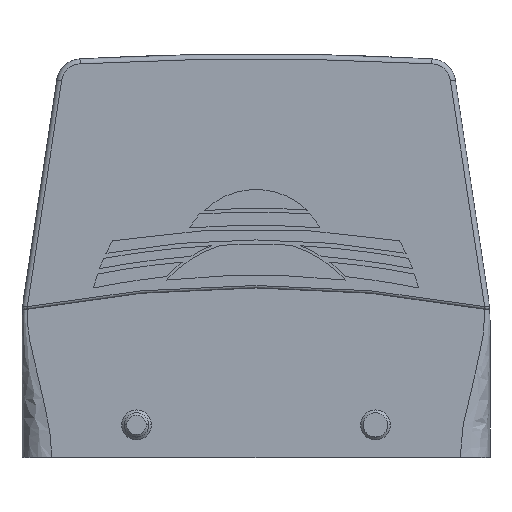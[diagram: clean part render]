
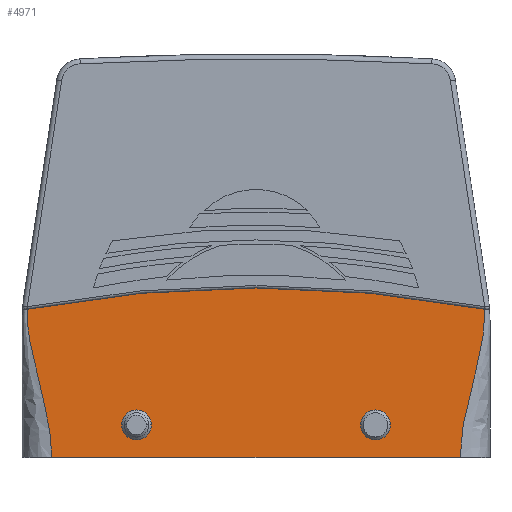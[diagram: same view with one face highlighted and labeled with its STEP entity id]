
A CAD part, top view. The second image highlights one B-rep face of the part: STEP entity #4971.
In plain terms, the highlighted planar face has unit normal (0, 0, 1).
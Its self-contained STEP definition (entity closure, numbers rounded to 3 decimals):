
#8 = CIRCLE ( 'NONE', #9400, 3. ) ;
#133 = CARTESIAN_POINT ( 'NONE',  ( -46., 29.739, 21.825 ) ) ;
#194 = AXIS2_PLACEMENT_3D ( 'NONE', #832, #7870, #1847 ) ;
#214 = VERTEX_POINT ( 'NONE', #11864 ) ;
#247 = DIRECTION ( 'NONE',  ( -1., 0., 0. ) ) ;
#344 = DIRECTION ( 'NONE',  ( 0., 0., -1. ) ) ;
#485 = CARTESIAN_POINT ( 'NONE',  ( 41., 9.85, 21.825 ) ) ;
#734 = EDGE_CURVE ( 'NONE', #214, #5355, #6318, .T. ) ;
#758 = ORIENTED_EDGE ( 'NONE', *, *, #4907, .T. ) ;
#832 = CARTESIAN_POINT ( 'NONE',  ( 24., 6.5, 21.825 ) ) ;
#858 = DIRECTION ( 'NONE',  ( 0., 0., -1. ) ) ;
#865 = CARTESIAN_POINT ( 'NONE',  ( 41., 0., 21.825 ) ) ;
#966 = ORIENTED_EDGE ( 'NONE', *, *, #2153, .T. ) ;
#1159 = EDGE_CURVE ( 'NONE', #12402, #12438, #7116, .T. ) ;
#1163 = CARTESIAN_POINT ( 'NONE',  ( -46., 29.613, 21.825 ) ) ;
#1680 = CARTESIAN_POINT ( 'NONE',  ( -27., 6.5, 21.825 ) ) ;
#1847 = DIRECTION ( 'NONE',  ( -1., 0., 0. ) ) ;
#1876 = EDGE_LOOP ( 'NONE', ( #11354, #966 ) ) ;
#1897 = CARTESIAN_POINT ( 'NONE',  ( -47., 0., 21.825 ) ) ;
#2153 = EDGE_CURVE ( 'NONE', #5355, #214, #8, .T. ) ;
#2164 = CARTESIAN_POINT ( 'NONE',  ( -46., 19.7, 21.825 ) ) ;
#2300 = ORIENTED_EDGE ( 'NONE', *, *, #1159, .T. ) ;
#3169 = CARTESIAN_POINT ( 'NONE',  ( -41., 0., 21.825 ) ) ;
#3543 = CARTESIAN_POINT ( 'NONE',  ( 46., 29.55, 21.825 ) ) ;
#3550 = CIRCLE ( 'NONE', #6137, 3. ) ;
#3972 = DIRECTION ( 'NONE',  ( 0., 0., 1. ) ) ;
#4254 = DIRECTION ( 'NONE',  ( 0., 0., 1. ) ) ;
#4398 = VERTEX_POINT ( 'NONE', #1680 ) ;
#4547 = EDGE_CURVE ( 'NONE', #4398, #12139, #3550, .T. ) ;
#4562 = CARTESIAN_POINT ( 'NONE',  ( 46., 29.676, 21.825 ) ) ;
#4728 = CARTESIAN_POINT ( 'NONE',  ( -46., 29.739, 21.825 ) ) ;
#4761 = FACE_BOUND ( 'NONE', #1876, .T. ) ;
#4907 = EDGE_CURVE ( 'NONE', #12438, #5851, #8353, .T. ) ;
#4971 = ADVANCED_FACE ( 'NONE', ( #4761, #7111, #9792 ), #8309, .F. ) ;
#5355 = VERTEX_POINT ( 'NONE', #8933 ) ;
#5851 = VERTEX_POINT ( 'NONE', #4728 ) ;
#5854 = VERTEX_POINT ( 'NONE', #11802 ) ;
#6137 = AXIS2_PLACEMENT_3D ( 'NONE', #9985, #3972, #11039 ) ;
#6311 = DIRECTION ( 'NONE',  ( 0., 0., 1. ) ) ;
#6318 = CIRCLE ( 'NONE', #194, 3. ) ;
#6402 = CARTESIAN_POINT ( 'NONE',  ( 24., 6.5, 21.825 ) ) ;
#6526 = CARTESIAN_POINT ( 'NONE',  ( 41., 0., 21.825 ) ) ;
#6813 = EDGE_CURVE ( 'NONE', #12402, #5854, #10581, .T. ) ;
#6887 = CARTESIAN_POINT ( 'NONE',  ( 0., -215.992, 21.825 ) ) ;
#7111 = FACE_OUTER_BOUND ( 'NONE', #10801, .T. ) ;
#7116 = B_SPLINE_CURVE_WITH_KNOTS ( 'NONE', 3,
 ( #6526, #485, #9569, #3543, #10604, #4562, #11639 ),
 .UNSPECIFIED., .F., .F.,
 ( 4, 3, 4 ),
 ( -0.03, 0., 0. ),
 .UNSPECIFIED. ) ;
#7306 = ORIENTED_EDGE ( 'NONE', *, *, #6813, .F. ) ;
#7396 = DIRECTION ( 'NONE',  ( -1., 0., 0. ) ) ;
#7580 = ORIENTED_EDGE ( 'NONE', *, *, #8349, .F. ) ;
#7870 = DIRECTION ( 'NONE',  ( 0., 0., -1. ) ) ;
#7894 = DIRECTION ( 'NONE',  ( -1., 0., 0. ) ) ;
#7919 = DIRECTION ( 'NONE',  ( -1., 0., 0. ) ) ;
#8086 = AXIS2_PLACEMENT_3D ( 'NONE', #6887, #858, #7894 ) ;
#8195 = CARTESIAN_POINT ( 'NONE',  ( -46., 29.55, 21.825 ) ) ;
#8309 = PLANE ( 'NONE',  #8086 ) ;
#8349 = EDGE_CURVE ( 'NONE', #12139, #4398, #9411, .T. ) ;
#8353 = CIRCLE ( 'NONE', #10357, 250. ) ;
#8404 = AXIS2_PLACEMENT_3D ( 'NONE', #10285, #4254, #11334 ) ;
#8933 = CARTESIAN_POINT ( 'NONE',  ( 27., 6.5, 21.825 ) ) ;
#9176 = CARTESIAN_POINT ( 'NONE',  ( -46., 29.676, 21.825 ) ) ;
#9213 = CARTESIAN_POINT ( 'NONE',  ( -41., 9.85, 21.825 ) ) ;
#9400 = AXIS2_PLACEMENT_3D ( 'NONE', #6402, #344, #7396 ) ;
#9411 = CIRCLE ( 'NONE', #8404, 3. ) ;
#9569 = CARTESIAN_POINT ( 'NONE',  ( 46., 19.7, 21.825 ) ) ;
#9776 = CARTESIAN_POINT ( 'NONE',  ( -21., 6.5, 21.825 ) ) ;
#9792 = FACE_BOUND ( 'NONE', #11763, .T. ) ;
#9985 = CARTESIAN_POINT ( 'NONE',  ( -24., 6.5, 21.825 ) ) ;
#10265 = VECTOR ( 'NONE', #7919, 1000. ) ;
#10285 = CARTESIAN_POINT ( 'NONE',  ( -24., 6.5, 21.825 ) ) ;
#10357 = AXIS2_PLACEMENT_3D ( 'NONE', #12376, #6311, #247 ) ;
#10581 = LINE ( 'NONE', #1897, #10265 ) ;
#10604 = CARTESIAN_POINT ( 'NONE',  ( 46., 29.613, 21.825 ) ) ;
#10801 = EDGE_LOOP ( 'NONE', ( #7306, #2300, #758, #11020 ) ) ;
#11007 = B_SPLINE_CURVE_WITH_KNOTS ( 'NONE', 3,
 ( #133, #9176, #1163, #8195, #2164, #9213, #3169 ),
 .UNSPECIFIED., .F., .F.,
 ( 4, 3, 4 ),
 ( 0., 0., 0.03 ),
 .UNSPECIFIED. ) ;
#11020 = ORIENTED_EDGE ( 'NONE', *, *, #11847, .T. ) ;
#11039 = DIRECTION ( 'NONE',  ( -1., 0., 0. ) ) ;
#11334 = DIRECTION ( 'NONE',  ( -1., 0., 0. ) ) ;
#11354 = ORIENTED_EDGE ( 'NONE', *, *, #734, .T. ) ;
#11639 = CARTESIAN_POINT ( 'NONE',  ( 46., 29.739, 21.825 ) ) ;
#11763 = EDGE_LOOP ( 'NONE', ( #11979, #7580 ) ) ;
#11802 = CARTESIAN_POINT ( 'NONE',  ( -41., 0., 21.825 ) ) ;
#11847 = EDGE_CURVE ( 'NONE', #5851, #5854, #11007, .T. ) ;
#11864 = CARTESIAN_POINT ( 'NONE',  ( 21., 6.5, 21.825 ) ) ;
#11979 = ORIENTED_EDGE ( 'NONE', *, *, #4547, .F. ) ;
#12014 = CARTESIAN_POINT ( 'NONE',  ( 46., 29.739, 21.825 ) ) ;
#12139 = VERTEX_POINT ( 'NONE', #9776 ) ;
#12376 = CARTESIAN_POINT ( 'NONE',  ( 0., -215.992, 21.825 ) ) ;
#12402 = VERTEX_POINT ( 'NONE', #865 ) ;
#12438 = VERTEX_POINT ( 'NONE', #12014 ) ;
